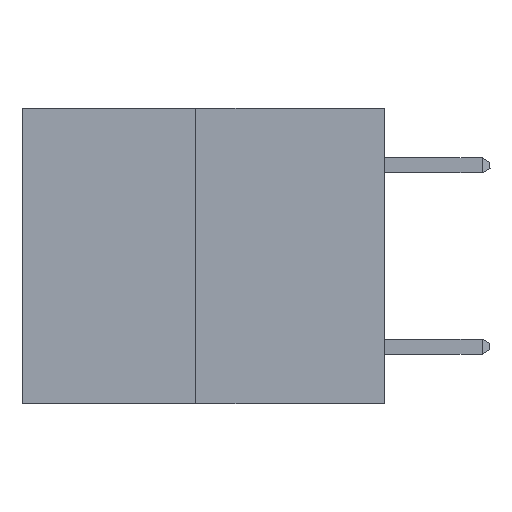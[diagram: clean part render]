
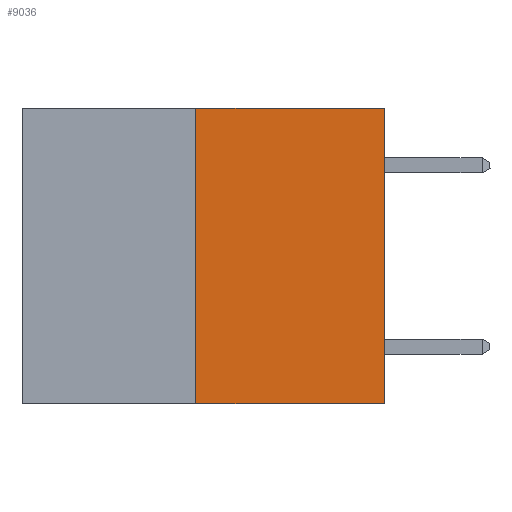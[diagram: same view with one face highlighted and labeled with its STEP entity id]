
A CAD part, left-side view. The second image highlights one B-rep face of the part: STEP entity #9036.
In plain terms, the highlighted planar face has unit normal (-1, 0, 0).
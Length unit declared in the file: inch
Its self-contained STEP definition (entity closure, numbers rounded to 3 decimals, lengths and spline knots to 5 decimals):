
#13 = DIRECTION ( 'NONE',  ( 0., 0., -1. ) ) ;
#1772 = DIRECTION ( 'NONE',  ( 0., -1., 0. ) ) ;
#3509 = EDGE_LOOP ( 'NONE', ( #15139, #23643, #7425, #4468 ) ) ;
#3911 = CARTESIAN_POINT ( 'NONE',  ( 0., 0., 0. ) ) ;
#4066 = CARTESIAN_POINT ( 'NONE',  ( 0., 0.312, -0.49 ) ) ;
#4468 = ORIENTED_EDGE ( 'NONE', *, *, #24359, .F. ) ;
#4997 = LINE ( 'NONE', #11895, #16585 ) ;
#5125 = DIRECTION ( 'NONE',  ( 0., 0., 1. ) ) ;
#5485 = VERTEX_POINT ( 'NONE', #4066 ) ;
#6798 = EDGE_CURVE ( 'NONE', #5485, #13955, #4997, .T. ) ;
#7425 = ORIENTED_EDGE ( 'NONE', *, *, #8676, .T. ) ;
#8235 = EDGE_CURVE ( 'NONE', #5485, #20181, #24711, .T. ) ;
#8676 = EDGE_CURVE ( 'NONE', #13955, #16148, #12821, .T. ) ;
#9036 = ADVANCED_FACE ( 'NONE', ( #21505 ), #11750, .F. ) ;
#9123 = CARTESIAN_POINT ( 'NONE',  ( 0., 0.312, 0. ) ) ;
#9742 = DIRECTION ( 'NONE',  ( 1., 0., 0. ) ) ;
#10320 = VECTOR ( 'NONE', #17874, 39.37008 ) ;
#10501 = CARTESIAN_POINT ( 'NONE',  ( 0., 0., -0.49 ) ) ;
#10691 = LINE ( 'NONE', #25056, #17103 ) ;
#11750 = PLANE ( 'NONE',  #22514 ) ;
#11895 = CARTESIAN_POINT ( 'NONE',  ( 0., 0.6, -0.49 ) ) ;
#12821 = LINE ( 'NONE', #17014, #20997 ) ;
#13939 = CARTESIAN_POINT ( 'NONE',  ( 0., 0.312, -0.49 ) ) ;
#13955 = VERTEX_POINT ( 'NONE', #10501 ) ;
#15139 = ORIENTED_EDGE ( 'NONE', *, *, #8235, .F. ) ;
#16148 = VERTEX_POINT ( 'NONE', #3911 ) ;
#16585 = VECTOR ( 'NONE', #17854, 39.37008 ) ;
#17014 = CARTESIAN_POINT ( 'NONE',  ( 0., 0., 0. ) ) ;
#17103 = VECTOR ( 'NONE', #1772, 39.37008 ) ;
#17798 = CARTESIAN_POINT ( 'NONE',  ( 0., 0.6, 0. ) ) ;
#17854 = DIRECTION ( 'NONE',  ( 0., -1., 0. ) ) ;
#17874 = DIRECTION ( 'NONE',  ( 0., 0., 1. ) ) ;
#20181 = VERTEX_POINT ( 'NONE', #9123 ) ;
#20997 = VECTOR ( 'NONE', #5125, 39.37008 ) ;
#21505 = FACE_OUTER_BOUND ( 'NONE', #3509, .T. ) ;
#22514 = AXIS2_PLACEMENT_3D ( 'NONE', #17798, #9742, #13 ) ;
#23643 = ORIENTED_EDGE ( 'NONE', *, *, #6798, .T. ) ;
#24359 = EDGE_CURVE ( 'NONE', #20181, #16148, #10691, .T. ) ;
#24711 = LINE ( 'NONE', #13939, #10320 ) ;
#25056 = CARTESIAN_POINT ( 'NONE',  ( 0., 0.6, 0. ) ) ;
